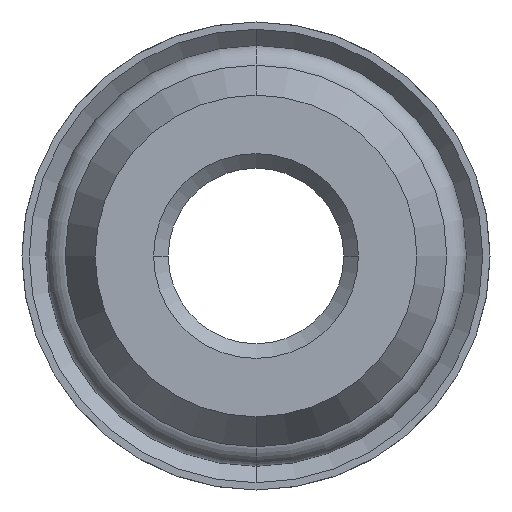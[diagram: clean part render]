
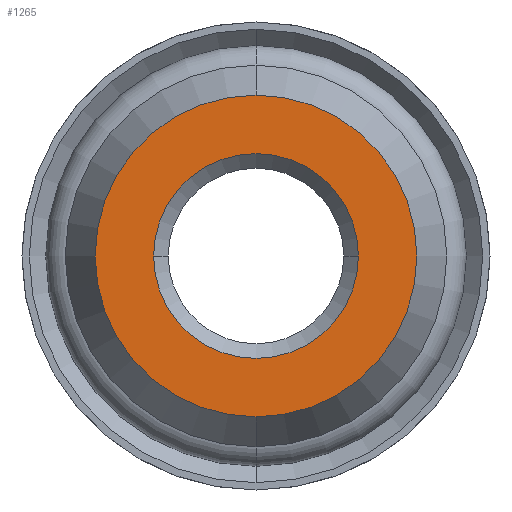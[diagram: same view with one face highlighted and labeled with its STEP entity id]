
A CAD part, front view. The second image highlights one B-rep face of the part: STEP entity #1265.
In plain terms, the highlighted planar face has unit normal (0, -1, 0).
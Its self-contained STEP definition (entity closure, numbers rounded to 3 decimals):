
#26 = DIRECTION ( 'NONE',  ( 0., -1., 0. ) ) ;
#748 = VERTEX_POINT ( 'NONE', #6494 ) ;
#983 = CARTESIAN_POINT ( 'NONE',  ( -3.5, -8., 0. ) ) ;
#1265 = ADVANCED_FACE ( 'NONE', ( #4717, #3368 ), #6131, .T. ) ;
#1509 = DIRECTION ( 'NONE',  ( 0., -1., 0. ) ) ;
#1639 = CARTESIAN_POINT ( 'NONE',  ( 3.5, -8., 0. ) ) ;
#1685 = VERTEX_POINT ( 'NONE', #983 ) ;
#1729 = AXIS2_PLACEMENT_3D ( 'NONE', #4609, #1509, #5126 ) ;
#1775 = CARTESIAN_POINT ( 'NONE',  ( 0., -8., 5.5 ) ) ;
#1884 = DIRECTION ( 'NONE',  ( 0., -1., 0. ) ) ;
#1914 = VERTEX_POINT ( 'NONE', #1775 ) ;
#2365 = CIRCLE ( 'NONE', #5249, 5.5 ) ;
#2525 = CARTESIAN_POINT ( 'NONE',  ( 0., -8., 0. ) ) ;
#2538 = DIRECTION ( 'NONE',  ( 0., -1., 0. ) ) ;
#2957 = ORIENTED_EDGE ( 'NONE', *, *, #2985, .F. ) ;
#2985 = EDGE_CURVE ( 'NONE', #5313, #1685, #3441, .T. ) ;
#3056 = DIRECTION ( 'NONE',  ( 0., 0., -1. ) ) ;
#3199 = CARTESIAN_POINT ( 'NONE',  ( 0., -8., 0. ) ) ;
#3368 = FACE_OUTER_BOUND ( 'NONE', #5615, .T. ) ;
#3415 = CIRCLE ( 'NONE', #1729, 5.5 ) ;
#3441 = CIRCLE ( 'NONE', #4593, 3.5 ) ;
#3546 = EDGE_CURVE ( 'NONE', #748, #1914, #2365, .T. ) ;
#3770 = ORIENTED_EDGE ( 'NONE', *, *, #4488, .T. ) ;
#4080 = EDGE_LOOP ( 'NONE', ( #2957, #4447 ) ) ;
#4447 = ORIENTED_EDGE ( 'NONE', *, *, #5841, .F. ) ;
#4488 = EDGE_CURVE ( 'NONE', #1914, #748, #3415, .T. ) ;
#4593 = AXIS2_PLACEMENT_3D ( 'NONE', #4988, #1884, #5508 ) ;
#4609 = CARTESIAN_POINT ( 'NONE',  ( 0., -8., 0. ) ) ;
#4717 = FACE_BOUND ( 'NONE', #4080, .T. ) ;
#4915 = AXIS2_PLACEMENT_3D ( 'NONE', #5644, #2538, #6180 ) ;
#4957 = CIRCLE ( 'NONE', #6139, 3.5 ) ;
#4988 = CARTESIAN_POINT ( 'NONE',  ( 0., -8., 0. ) ) ;
#5056 = ORIENTED_EDGE ( 'NONE', *, *, #3546, .T. ) ;
#5126 = DIRECTION ( 'NONE',  ( 0., 0., -1. ) ) ;
#5249 = AXIS2_PLACEMENT_3D ( 'NONE', #2525, #6163, #3056 ) ;
#5313 = VERTEX_POINT ( 'NONE', #1639 ) ;
#5428 = DIRECTION ( 'NONE',  ( 1., 0., 0. ) ) ;
#5508 = DIRECTION ( 'NONE',  ( 1., 0., 0. ) ) ;
#5615 = EDGE_LOOP ( 'NONE', ( #3770, #5056 ) ) ;
#5644 = CARTESIAN_POINT ( 'NONE',  ( 0., -8., 0. ) ) ;
#5841 = EDGE_CURVE ( 'NONE', #1685, #5313, #4957, .T. ) ;
#6131 = PLANE ( 'NONE',  #4915 ) ;
#6139 = AXIS2_PLACEMENT_3D ( 'NONE', #3199, #26, #5428 ) ;
#6163 = DIRECTION ( 'NONE',  ( 0., -1., 0. ) ) ;
#6180 = DIRECTION ( 'NONE',  ( 0., 0., -1. ) ) ;
#6494 = CARTESIAN_POINT ( 'NONE',  ( 0., -8., -5.5 ) ) ;
